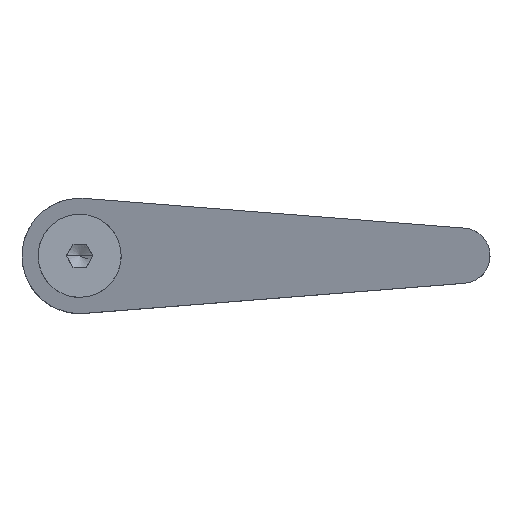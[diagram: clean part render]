
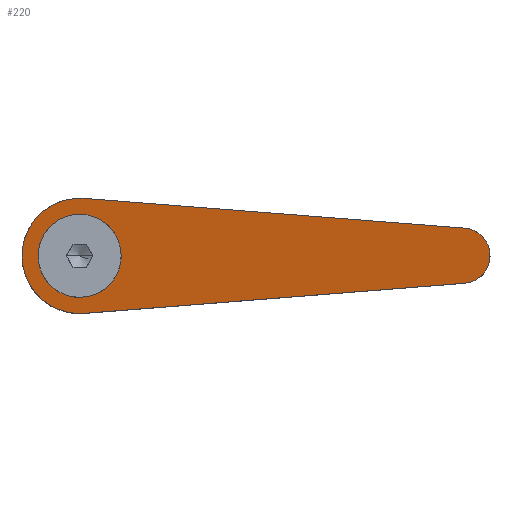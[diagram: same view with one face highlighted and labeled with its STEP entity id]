
A CAD part, top view. The second image highlights one B-rep face of the part: STEP entity #220.
In plain terms, the highlighted planar face has unit normal (-0.26, 0, 0.966).
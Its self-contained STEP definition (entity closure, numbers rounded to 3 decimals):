
#220=ADVANCED_FACE('',(#628,#629),#630,.F.);
#264=VERTEX_POINT('',#677);
#278=EDGE_CURVE('',#380,#330,#695,.T.);
#316=EDGE_CURVE('',#330,#596,#735,.T.);
#330=VERTEX_POINT('',#752);
#336=EDGE_CURVE('',#264,#388,#758,.T.);
#370=EDGE_CURVE('',#596,#264,#798,.T.);
#378=EDGE_CURVE('',#388,#380,#806,.T.);
#380=VERTEX_POINT('',#808);
#388=VERTEX_POINT('',#817);
#406=EDGE_CURVE('',#564,#588,#835,.T.);
#446=EDGE_CURVE('',#584,#564,#877,.T.);
#564=VERTEX_POINT('',#1013);
#584=VERTEX_POINT('',#1035);
#588=VERTEX_POINT('',#1039);
#596=VERTEX_POINT('',#1047);
#598=EDGE_CURVE('',#588,#584,#1049,.T.);
#628=FACE_BOUND('',#1073,.T.);
#629=FACE_OUTER_BOUND('',#1074,.T.);
#630=PLANE('',#1075);
#677=CARTESIAN_POINT('',(-12.5,0.,61.4));
#695=ELLIPSE('',#1174,6.214,6.);
#735=LINE('',#1249,#1250);
#752=CARTESIAN_POINT('',(83.47,5.982,87.239));
#758=ELLIPSE('',#1279,12.945,12.5);
#798=ELLIPSE('',#1330,12.945,12.5);
#806=LINE('',#1340,#1341);
#808=CARTESIAN_POINT('',(83.47,-5.982,87.239));
#817=CARTESIAN_POINT('',(0.979,-12.462,65.029));
#835=ELLIPSE('',#1385,9.32,9.0);
#877=ELLIPSE('',#1446,9.32,9.0);
#1013=CARTESIAN_POINT('',(0.,9.,64.765));
#1035=CARTESIAN_POINT('',(0.,-9.,64.765));
#1039=CARTESIAN_POINT('',(-0.216,8.997,64.707));
#1047=CARTESIAN_POINT('',(0.979,12.462,65.029));
#1049=ELLIPSE('',#1722,9.32,9.0);
#1073=EDGE_LOOP('',(#1743,#1744,#1745));
#1074=EDGE_LOOP('',(#1746,#1747,#1748,#1749,#1750));
#1075=AXIS2_PLACEMENT_3D('',#1751,#1752,#1753);
#1174=AXIS2_PLACEMENT_3D('',#1822,#1823,#1824);
#1249=CARTESIAN_POINT('',(46.465,8.888,77.276));
#1250=VECTOR('',#1857,1.0);
#1279=AXIS2_PLACEMENT_3D('',#1888,#1889,#1890);
#1330=AXIS2_PLACEMENT_3D('',#1952,#1953,#1954);
#1340=CARTESIAN_POINT('',(84.939,-5.866,87.634));
#1341=VECTOR('',#1958,1.0);
#1385=AXIS2_PLACEMENT_3D('',#1974,#1975,#1976);
#1446=AXIS2_PLACEMENT_3D('',#2012,#2013,#2014);
#1722=AXIS2_PLACEMENT_3D('',#2208,#2209,#2210);
#1743=ORIENTED_EDGE('',*,*,#598,.F.);
#1744=ORIENTED_EDGE('',*,*,#406,.F.);
#1745=ORIENTED_EDGE('',*,*,#446,.F.);
#1746=ORIENTED_EDGE('',*,*,#370,.T.);
#1747=ORIENTED_EDGE('',*,*,#336,.T.);
#1748=ORIENTED_EDGE('',*,*,#378,.T.);
#1749=ORIENTED_EDGE('',*,*,#278,.T.);
#1750=ORIENTED_EDGE('',*,*,#316,.T.);
#1751=CARTESIAN_POINT('',(40.277,0.,75.61));
#1752=DIRECTION('',(0.26,0.,-0.966));
#1753=DIRECTION('',(0.251,0.966,0.068));
#1822=CARTESIAN_POINT('',(83.0,0.0,87.112));
#1823=DIRECTION('',(-0.26,0.,0.966));
#1824=DIRECTION('',(0.966,0.,0.26));
#1857=DIRECTION('',(-0.963,0.076,-0.259));
#1888=CARTESIAN_POINT('',(0.,0.,64.765));
#1889=DIRECTION('',(-0.26,0.,0.966));
#1890=DIRECTION('',(-0.966,0.,-0.26));
#1952=CARTESIAN_POINT('',(0.,0.,64.765));
#1953=DIRECTION('',(-0.26,0.,0.966));
#1954=DIRECTION('',(-0.966,0.,-0.26));
#1958=DIRECTION('',(0.963,0.076,0.259));
#1974=CARTESIAN_POINT('',(0.,0.,64.765));
#1975=DIRECTION('',(-0.26,0.,0.966));
#1976=DIRECTION('',(-0.966,0.0,-0.26));
#2012=CARTESIAN_POINT('',(0.,0.,64.765));
#2013=DIRECTION('',(-0.26,0.,0.966));
#2014=DIRECTION('',(-0.966,0.0,-0.26));
#2208=CARTESIAN_POINT('',(0.,0.,64.765));
#2209=DIRECTION('',(-0.26,0.,0.966));
#2210=DIRECTION('',(-0.966,0.0,-0.26));
